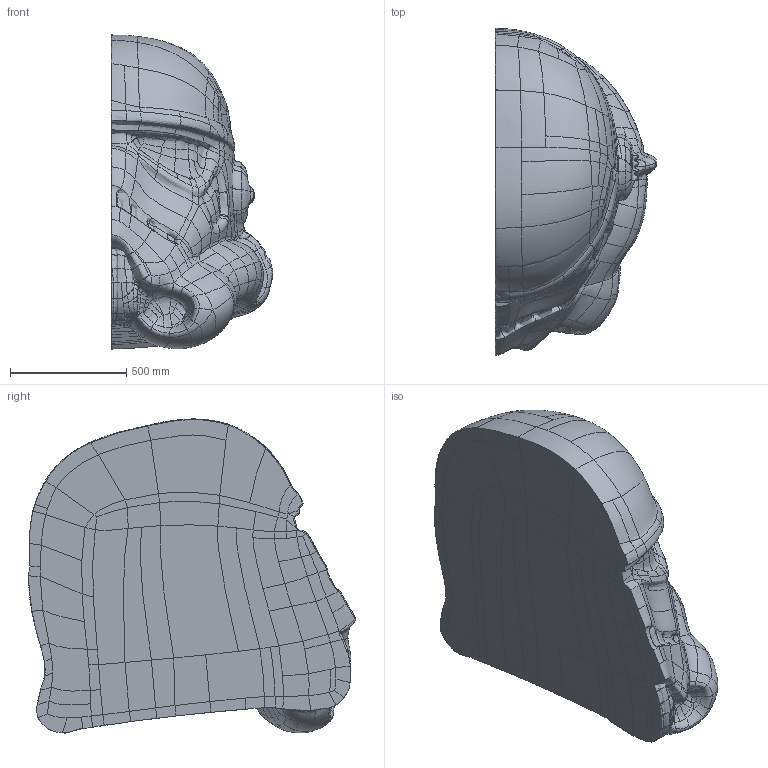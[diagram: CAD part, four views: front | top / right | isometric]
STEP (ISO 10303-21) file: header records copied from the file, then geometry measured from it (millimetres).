
FILE_DESCRIPTION(('STEP AP214'),'1');
FILE_NAME('Default.stp','2015-12-30T16:45:42',(' '),(' '),'Spatial InterOp 3D',' ',' ');
FILE_SCHEMA(('automotive_design'));
Length unit declared in the file: inch
Products named in the file (1): 1
Bounding box: 693.92 x 1404.77 x 1348.48 mm (x, y, z)
Surface area: 4752714.5 mm2 (no closed solid volume)
Topology: 0 solids, 713 shells, 713 faces, 3025 edges, 3024 vertices
Faces by surface type: bspline 713
Entity records: 1040762 total; most frequent: CARTESIAN_POINT 1025792, ORIENTED_EDGE 3024, EDGE_CURVE 3024, VERTEX_POINT 3024, B_SPLINE_CURVE_WITH_KNOTS 3024, FACE_SURFACE 713, FACE_BOUND 713, B_SPLINE_SURFACE_WITH_KNOTS 713
